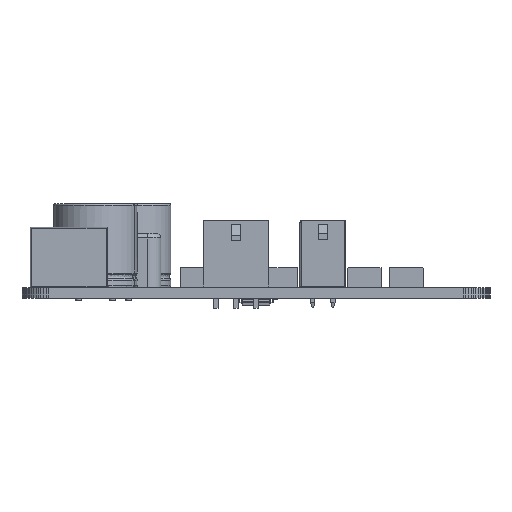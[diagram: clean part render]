
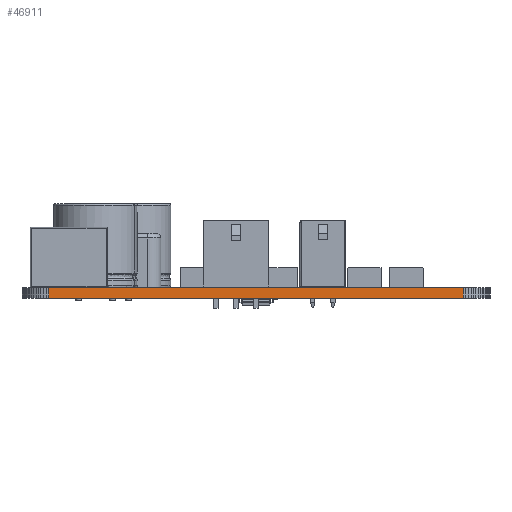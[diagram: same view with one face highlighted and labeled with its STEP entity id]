
A CAD part, left-side view. The second image highlights one B-rep face of the part: STEP entity #46911.
In plain terms, the highlighted planar face has unit normal (-1, 0, 0).
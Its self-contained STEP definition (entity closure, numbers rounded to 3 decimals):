
#40903 = PLANE('',#40904);
#40904 = AXIS2_PLACEMENT_3D('',#40905,#40906,#40907);
#40905 = CARTESIAN_POINT('',(136.,-56.,1.58));
#40906 = DIRECTION('',(-0.,-0.,-1.));
#40907 = DIRECTION('',(-1.,0.,0.));
#40957 = PLANE('',#40958);
#40958 = AXIS2_PLACEMENT_3D('',#40959,#40960,#40961);
#40959 = CARTESIAN_POINT('',(136.,-56.,0.));
#40960 = DIRECTION('',(-0.,-0.,-1.));
#40961 = DIRECTION('',(-1.,0.,0.));
#42410 = VERTEX_POINT('',#42411);
#42411 = CARTESIAN_POINT('',(97.,-87.,0.));
#42425 = PLANE('',#42426);
#42426 = AXIS2_PLACEMENT_3D('',#42427,#42428,#42429);
#42427 = CARTESIAN_POINT('',(97.019,-87.392,0.));
#42428 = DIRECTION('',(-0.999,-0.049,0.));
#42429 = DIRECTION('',(-0.049,0.999,0.));
#42437 = EDGE_CURVE('',#42410,#42438,#42440,.T.);
#42438 = VERTEX_POINT('',#42439);
#42439 = CARTESIAN_POINT('',(97.,-25.,0.));
#42440 = SURFACE_CURVE('',#42441,(#42445,#42452),.PCURVE_S1.);
#42441 = LINE('',#42442,#42443);
#42442 = CARTESIAN_POINT('',(97.,-87.,0.));
#42443 = VECTOR('',#42444,1.);
#42444 = DIRECTION('',(0.,1.,0.));
#42445 = PCURVE('',#40957,#42446);
#42446 = DEFINITIONAL_REPRESENTATION('',(#42447),#42451);
#42447 = LINE('',#42448,#42449);
#42448 = CARTESIAN_POINT('',(39.,-31.));
#42449 = VECTOR('',#42450,1.);
#42450 = DIRECTION('',(0.,1.));
#42451 = ( GEOMETRIC_REPRESENTATION_CONTEXT(2) 
PARAMETRIC_REPRESENTATION_CONTEXT() REPRESENTATION_CONTEXT('2D SPACE',''
  ) );
#42452 = PCURVE('',#42453,#42458);
#42453 = PLANE('',#42454);
#42454 = AXIS2_PLACEMENT_3D('',#42455,#42456,#42457);
#42455 = CARTESIAN_POINT('',(97.,-87.,0.));
#42456 = DIRECTION('',(-1.,0.,0.));
#42457 = DIRECTION('',(0.,1.,0.));
#42458 = DEFINITIONAL_REPRESENTATION('',(#42459),#42463);
#42459 = LINE('',#42460,#42461);
#42460 = CARTESIAN_POINT('',(0.,0.));
#42461 = VECTOR('',#42462,1.);
#42462 = DIRECTION('',(1.,0.));
#42463 = ( GEOMETRIC_REPRESENTATION_CONTEXT(2) 
PARAMETRIC_REPRESENTATION_CONTEXT() REPRESENTATION_CONTEXT('2D SPACE',''
  ) );
#42481 = PLANE('',#42482);
#42482 = AXIS2_PLACEMENT_3D('',#42483,#42484,#42485);
#42483 = CARTESIAN_POINT('',(97.,-25.,0.));
#42484 = DIRECTION('',(-0.999,0.049,0.));
#42485 = DIRECTION('',(0.049,0.999,0.));
#44839 = VERTEX_POINT('',#44840);
#44840 = CARTESIAN_POINT('',(97.,-87.,1.58));
#44861 = EDGE_CURVE('',#44839,#44862,#44864,.T.);
#44862 = VERTEX_POINT('',#44863);
#44863 = CARTESIAN_POINT('',(97.,-25.,1.58));
#44864 = SURFACE_CURVE('',#44865,(#44869,#44876),.PCURVE_S1.);
#44865 = LINE('',#44866,#44867);
#44866 = CARTESIAN_POINT('',(97.,-87.,1.58));
#44867 = VECTOR('',#44868,1.);
#44868 = DIRECTION('',(0.,1.,0.));
#44869 = PCURVE('',#40903,#44870);
#44870 = DEFINITIONAL_REPRESENTATION('',(#44871),#44875);
#44871 = LINE('',#44872,#44873);
#44872 = CARTESIAN_POINT('',(39.,-31.));
#44873 = VECTOR('',#44874,1.);
#44874 = DIRECTION('',(0.,1.));
#44875 = ( GEOMETRIC_REPRESENTATION_CONTEXT(2) 
PARAMETRIC_REPRESENTATION_CONTEXT() REPRESENTATION_CONTEXT('2D SPACE',''
  ) );
#44876 = PCURVE('',#42453,#44877);
#44877 = DEFINITIONAL_REPRESENTATION('',(#44878),#44882);
#44878 = LINE('',#44879,#44880);
#44879 = CARTESIAN_POINT('',(0.,-1.58));
#44880 = VECTOR('',#44881,1.);
#44881 = DIRECTION('',(1.,0.));
#44882 = ( GEOMETRIC_REPRESENTATION_CONTEXT(2) 
PARAMETRIC_REPRESENTATION_CONTEXT() REPRESENTATION_CONTEXT('2D SPACE',''
  ) );
#46861 = EDGE_CURVE('',#42438,#44862,#46862,.T.);
#46862 = SURFACE_CURVE('',#46863,(#46867,#46874),.PCURVE_S1.);
#46863 = LINE('',#46864,#46865);
#46864 = CARTESIAN_POINT('',(97.,-25.,0.));
#46865 = VECTOR('',#46866,1.);
#46866 = DIRECTION('',(0.,0.,1.));
#46867 = PCURVE('',#42481,#46868);
#46868 = DEFINITIONAL_REPRESENTATION('',(#46869),#46873);
#46869 = LINE('',#46870,#46871);
#46870 = CARTESIAN_POINT('',(0.,0.));
#46871 = VECTOR('',#46872,1.);
#46872 = DIRECTION('',(0.,-1.));
#46873 = ( GEOMETRIC_REPRESENTATION_CONTEXT(2) 
PARAMETRIC_REPRESENTATION_CONTEXT() REPRESENTATION_CONTEXT('2D SPACE',''
  ) );
#46874 = PCURVE('',#42453,#46875);
#46875 = DEFINITIONAL_REPRESENTATION('',(#46876),#46880);
#46876 = LINE('',#46877,#46878);
#46877 = CARTESIAN_POINT('',(62.,0.));
#46878 = VECTOR('',#46879,1.);
#46879 = DIRECTION('',(0.,-1.));
#46880 = ( GEOMETRIC_REPRESENTATION_CONTEXT(2) 
PARAMETRIC_REPRESENTATION_CONTEXT() REPRESENTATION_CONTEXT('2D SPACE',''
  ) );
#46911 = ADVANCED_FACE('',(#46912),#42453,.T.);
#46912 = FACE_BOUND('',#46913,.T.);
#46913 = EDGE_LOOP('',(#46914,#46935,#46936,#46937));
#46914 = ORIENTED_EDGE('',*,*,#46915,.T.);
#46915 = EDGE_CURVE('',#42410,#44839,#46916,.T.);
#46916 = SURFACE_CURVE('',#46917,(#46921,#46928),.PCURVE_S1.);
#46917 = LINE('',#46918,#46919);
#46918 = CARTESIAN_POINT('',(97.,-87.,0.));
#46919 = VECTOR('',#46920,1.);
#46920 = DIRECTION('',(0.,0.,1.));
#46921 = PCURVE('',#42453,#46922);
#46922 = DEFINITIONAL_REPRESENTATION('',(#46923),#46927);
#46923 = LINE('',#46924,#46925);
#46924 = CARTESIAN_POINT('',(0.,0.));
#46925 = VECTOR('',#46926,1.);
#46926 = DIRECTION('',(0.,-1.));
#46927 = ( GEOMETRIC_REPRESENTATION_CONTEXT(2) 
PARAMETRIC_REPRESENTATION_CONTEXT() REPRESENTATION_CONTEXT('2D SPACE',''
  ) );
#46928 = PCURVE('',#42425,#46929);
#46929 = DEFINITIONAL_REPRESENTATION('',(#46930),#46934);
#46930 = LINE('',#46931,#46932);
#46931 = CARTESIAN_POINT('',(0.393,0.));
#46932 = VECTOR('',#46933,1.);
#46933 = DIRECTION('',(0.,-1.));
#46934 = ( GEOMETRIC_REPRESENTATION_CONTEXT(2) 
PARAMETRIC_REPRESENTATION_CONTEXT() REPRESENTATION_CONTEXT('2D SPACE',''
  ) );
#46935 = ORIENTED_EDGE('',*,*,#44861,.T.);
#46936 = ORIENTED_EDGE('',*,*,#46861,.F.);
#46937 = ORIENTED_EDGE('',*,*,#42437,.F.);
